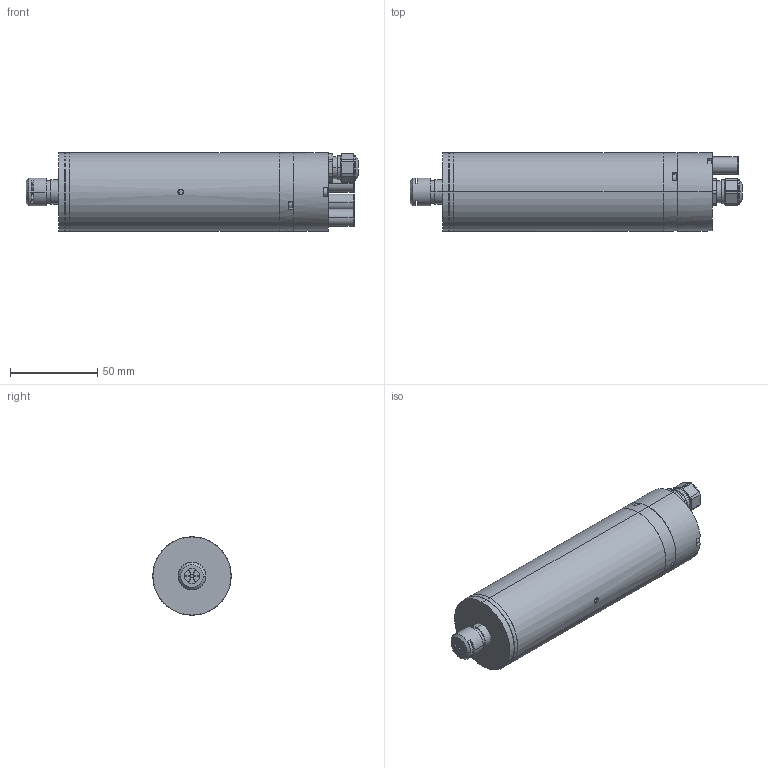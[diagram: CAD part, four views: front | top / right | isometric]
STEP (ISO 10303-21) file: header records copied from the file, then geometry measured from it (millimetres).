
FILE_DESCRIPTION (( 'STEP AP203' ), '1' );
FILE_NAME ('045S80-01-.STEP', '2010-05-06T14:28:21', ( 'IBAGCAD_7' ), ( 'IBAG Switzerland AG' ), 'SwSTEP 2.0', 'SolidWorks 2009', '' );
FILE_SCHEMA (( 'CONFIG_CONTROL_DESIGN' ));
Length unit declared in the file: millimetre
Products named in the file (1): 045S80-01-
Bounding box: 190.38 x 45 x 45 mm (x, y, z)
Surface area: 35470.1 mm2 (no closed solid volume)
Topology: 0 solids, 26 shells, 244 faces, 840 edges, 616 vertices
Faces by surface type: plane 115, cylinder 91, torus 22, cone 16
Entity records: 9527 total; most frequent: CARTESIAN_POINT 1983, DIRECTION 1693, ORIENTED_EDGE 1302, EDGE_CURVE 834, AXIS2_PLACEMENT_3D 654, VERTEX_POINT 616, CIRCLE 409, VECTOR 385
